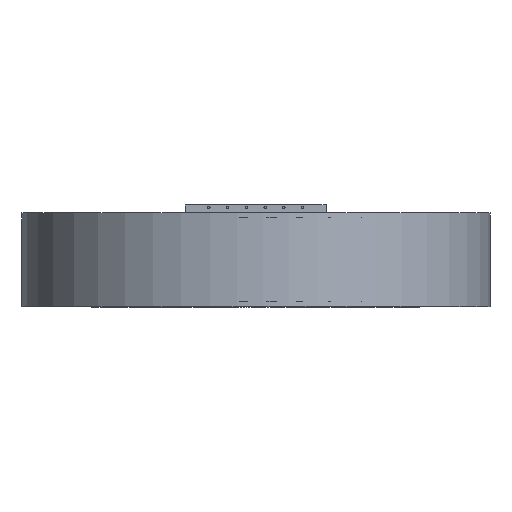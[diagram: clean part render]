
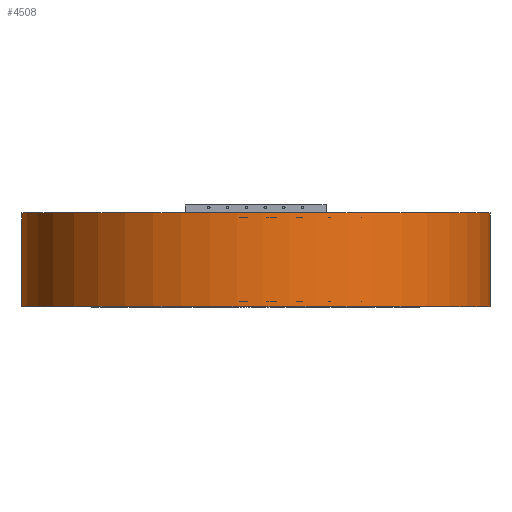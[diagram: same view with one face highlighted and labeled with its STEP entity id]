
A CAD part, top view. The second image highlights one B-rep face of the part: STEP entity #4508.
In plain terms, the highlighted free-form (B-spline) face has degree [2, 1] with [5, 2] control points.
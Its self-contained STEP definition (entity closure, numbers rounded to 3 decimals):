
#2143 = VERTEX_POINT('',#2144);
#2144 = CARTESIAN_POINT('',(-53.827,29.334,
    -49.807));
#2150 = EDGE_CURVE('',#2143,#2151,#2153,.T.);
#2151 = VERTEX_POINT('',#2152);
#2152 = CARTESIAN_POINT('',(53.827,29.334,
    -49.807));
#2153 = ( BOUNDED_CURVE() B_SPLINE_CURVE(2,(#2154,#2155,#2156,#2157,
#2158),.UNSPECIFIED.,.F.,.F.) B_SPLINE_CURVE_WITH_KNOTS((3,2,3),(
    3.966,6.283,8.601),
.PIECEWISE_BEZIER_KNOTS.) CURVE() GEOMETRIC_REPRESENTATION_ITEM() 
RATIONAL_B_SPLINE_CURVE((1.,0.401,1.,0.401,1.)) 
REPRESENTATION_ITEM('') );
#2154 = CARTESIAN_POINT('',(-53.827,29.334,
    -49.807));
#2155 = CARTESIAN_POINT('',(-167.774,29.334,
    73.336));
#2156 = CARTESIAN_POINT('',(0.,29.334,
    73.336));
#2157 = CARTESIAN_POINT('',(167.774,29.334,
    73.336));
#2158 = CARTESIAN_POINT('',(53.827,29.334,
    -49.807));
#4462 = EDGE_CURVE('',#2151,#4463,#4465,.T.);
#4463 = VERTEX_POINT('',#4464);
#4464 = CARTESIAN_POINT('',(53.827,0.,-49.807));
#4465 = B_SPLINE_CURVE_WITH_KNOTS('',1,(#4466,#4467),.UNSPECIFIED.,.F.,
  .F.,(2,2),(-0.,20.),.PIECEWISE_BEZIER_KNOTS.);
#4466 = CARTESIAN_POINT('',(53.827,29.334,
    -49.807));
#4467 = CARTESIAN_POINT('',(53.827,0.,-49.807));
#4489 = EDGE_CURVE('',#2143,#4490,#4492,.T.);
#4490 = VERTEX_POINT('',#4491);
#4491 = CARTESIAN_POINT('',(-53.827,0.,-49.807));
#4492 = B_SPLINE_CURVE_WITH_KNOTS('',1,(#4493,#4494),.UNSPECIFIED.,.F.,
  .F.,(2,2),(-0.,20.),.PIECEWISE_BEZIER_KNOTS.);
#4493 = CARTESIAN_POINT('',(-53.827,29.334,
    -49.807));
#4494 = CARTESIAN_POINT('',(-53.827,0.,-49.807));
#4508 = ADVANCED_FACE('',(#4509),#4522,.T.);
#4509 = FACE_BOUND('',#4510,.T.);
#4510 = EDGE_LOOP('',(#4511,#4519,#4520,#4521));
#4511 = ORIENTED_EDGE('',*,*,#4512,.T.);
#4512 = EDGE_CURVE('',#4490,#4463,#4513,.T.);
#4513 = ( BOUNDED_CURVE() B_SPLINE_CURVE(2,(#4514,#4515,#4516,#4517,
#4518),.UNSPECIFIED.,.F.,.F.) B_SPLINE_CURVE_WITH_KNOTS((3,2,3),(
    3.966,6.283,8.601),
.PIECEWISE_BEZIER_KNOTS.) CURVE() GEOMETRIC_REPRESENTATION_ITEM() 
RATIONAL_B_SPLINE_CURVE((1.,0.401,1.,0.401,1.)) 
REPRESENTATION_ITEM('') );
#4514 = CARTESIAN_POINT('',(-53.827,0.,-49.807));
#4515 = CARTESIAN_POINT('',(-167.774,0.,73.336));
#4516 = CARTESIAN_POINT('',(0.,0.,73.336));
#4517 = CARTESIAN_POINT('',(167.774,0.,73.336));
#4518 = CARTESIAN_POINT('',(53.827,0.,-49.807));
#4519 = ORIENTED_EDGE('',*,*,#4462,.F.);
#4520 = ORIENTED_EDGE('',*,*,#2150,.F.);
#4521 = ORIENTED_EDGE('',*,*,#4489,.T.);
#4522 = ( BOUNDED_SURFACE() B_SPLINE_SURFACE(2,1,(
    (#4523,#4524)
    ,(#4525,#4526)
    ,(#4527,#4528)
    ,(#4529,#4530)
    ,(#4531,#4532
)),.UNSPECIFIED.,.F.,.F.,.F.) B_SPLINE_SURFACE_WITH_KNOTS((3,2,3),(2,2),
  (0.824,3.142,5.459),(0.,20.),
.PIECEWISE_BEZIER_KNOTS.) GEOMETRIC_REPRESENTATION_ITEM() 
RATIONAL_B_SPLINE_SURFACE((
    (1.,1.)
    ,(0.401,0.401)
    ,(1.,1.)
    ,(0.401,0.401)
,(1.,1.))) REPRESENTATION_ITEM('') SURFACE() );
#4523 = CARTESIAN_POINT('',(53.827,29.334,
    -49.807));
#4524 = CARTESIAN_POINT('',(53.827,0.,-49.807));
#4525 = CARTESIAN_POINT('',(167.774,29.334,
    73.336));
#4526 = CARTESIAN_POINT('',(167.774,0.,73.336));
#4527 = CARTESIAN_POINT('',(0.,29.334,
    73.336));
#4528 = CARTESIAN_POINT('',(0.,0.,73.336));
#4529 = CARTESIAN_POINT('',(-167.774,29.334,
    73.336));
#4530 = CARTESIAN_POINT('',(-167.774,0.,73.336));
#4531 = CARTESIAN_POINT('',(-53.827,29.334,
    -49.807));
#4532 = CARTESIAN_POINT('',(-53.827,0.,-49.807));
